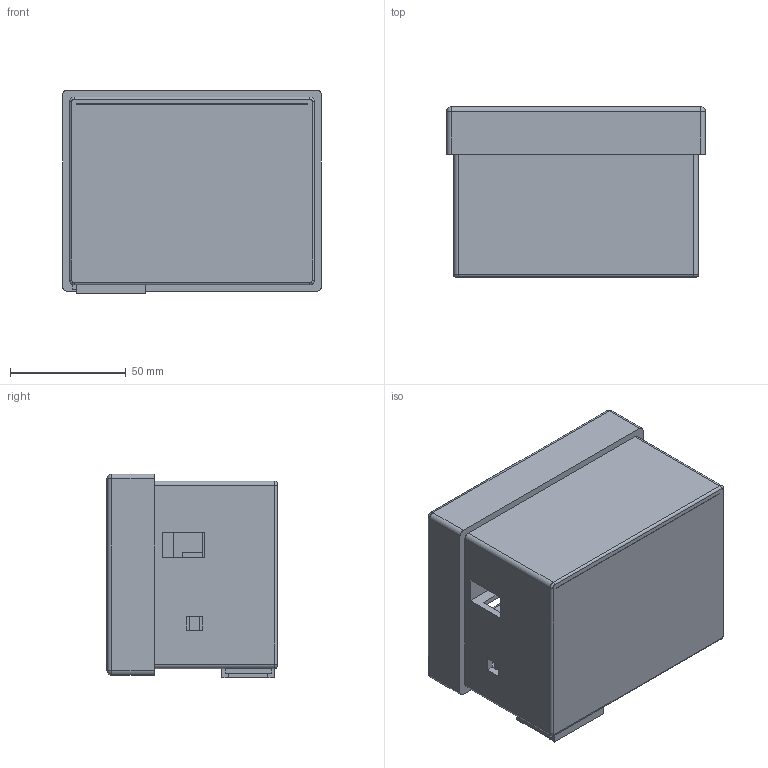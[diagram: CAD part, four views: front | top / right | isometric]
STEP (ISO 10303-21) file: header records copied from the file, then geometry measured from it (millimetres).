
FILE_DESCRIPTION (( 'STEP AP214' ), '1' );
FILE_NAME ('Full_Assem.STEP', '2018-06-23T11:02:04', ( '' ), ( '' ), 'SwSTEP 2.0', 'SolidWorks 2017', '' );
FILE_SCHEMA (( 'AUTOMOTIVE_DESIGN' ));
Length unit declared in the file: metre
Products named in the file (11): Detector_fit_2; Detector_fit_1; BASE_v1; Full_Assem; LCD_Cap; Battery_Cap
Assembly tree (5 placements, depth 2):
  Detector_fit_2
  Detector_fit_1
  BASE_v1
  Full_Assem
    BASE_v1
    Detector_fit_1
    Detector_fit_2
    Battery_Cap
    LCD_Cap
  LCD_Cap
Bounding box: 112 x 73.6 x 88.19 mm (x, y, z)
Volume: 170674.5 mm3; surface area: 99999.6 mm2
Topology: 5 solids, 5 shells, 174 faces, 466 edges, 298 vertices
Faces by surface type: plane 136, cylinder 30, torus 4, sphere 4
Entity records: 5643 total; most frequent: CARTESIAN_POINT 955, ORIENTED_EDGE 924, DIRECTION 880, EDGE_CURVE 462, LINE 402, VECTOR 402, VERTEX_POINT 298, AXIS2_PLACEMENT_3D 239
